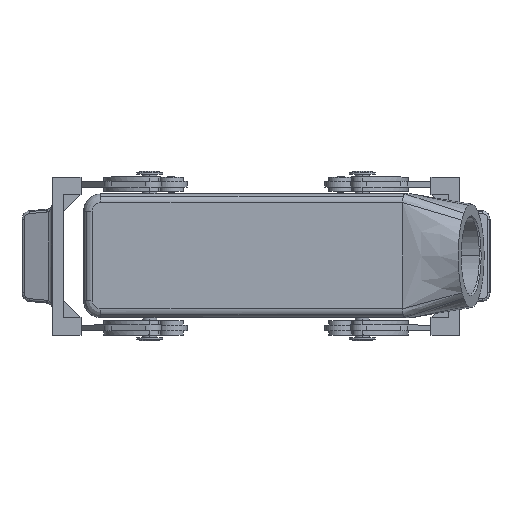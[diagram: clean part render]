
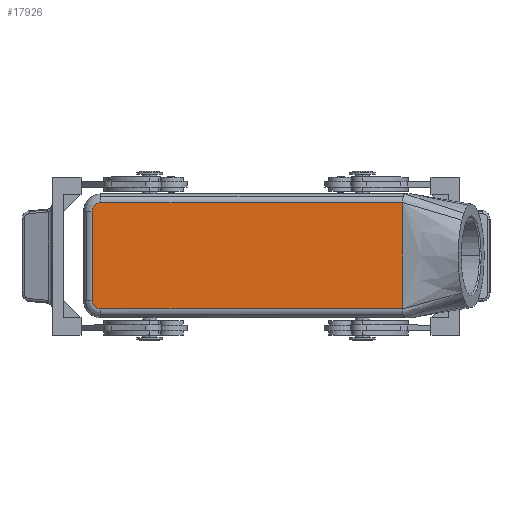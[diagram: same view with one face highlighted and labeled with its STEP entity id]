
A CAD part, top view. The second image highlights one B-rep face of the part: STEP entity #17926.
In plain terms, the highlighted planar face has unit normal (0, 0, 1).
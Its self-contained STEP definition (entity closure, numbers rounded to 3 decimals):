
#5738=CARTESIAN_POINT('',(-57.,-15.5,63.));
#5739=VERTEX_POINT('',#5738);
#5747=CARTESIAN_POINT('',(-57.,15.5,63.));
#5748=VERTEX_POINT('',#5747);
#5749=CARTESIAN_POINT('',(-57.,-15.5,63.));
#5750=DIRECTION('',(0.0,1.0,0.0));
#5751=VECTOR('',#5750,31.);
#5752=LINE('',#5749,#5751);
#5753=EDGE_CURVE('',#5739,#5748,#5752,.T.);
#17293=CARTESIAN_POINT('',(51.0,18.5,63.));
#17294=VERTEX_POINT('',#17293);
#17362=CARTESIAN_POINT('',(51.,-17.997,63.));
#17363=VERTEX_POINT('',#17362);
#17364=CARTESIAN_POINT('',(51.,-17.997,63.));
#17365=DIRECTION('',(0.0,1.0,0.0));
#17366=VECTOR('',#17365,36.497);
#17367=LINE('',#17364,#17366);
#17368=EDGE_CURVE('',#17363,#17294,#17367,.T.);
#17370=CARTESIAN_POINT('',(51.0,-18.5,63.));
#17371=VERTEX_POINT('',#17370);
#17372=CARTESIAN_POINT('',(51.0,-18.5,63.));
#17373=DIRECTION('',(0.0,1.0,0.0));
#17374=VECTOR('',#17373,0.503);
#17375=LINE('',#17372,#17374);
#17376=EDGE_CURVE('',#17371,#17363,#17375,.T.);
#17685=CARTESIAN_POINT('',(-54.0,-18.5,63.));
#17686=VERTEX_POINT('',#17685);
#17687=CARTESIAN_POINT('',(51.0,-18.5,63.));
#17688=DIRECTION('',(-1.0,0.0,0.0));
#17689=VECTOR('',#17688,105.0);
#17690=LINE('',#17687,#17689);
#17691=EDGE_CURVE('',#17371,#17686,#17690,.T.);
#17776=CARTESIAN_POINT('',(-54.0,-15.5,63.));
#17777=DIRECTION('',(0.0,0.0,-1.0));
#17778=DIRECTION('',(-0.707,-0.707,0.0));
#17779=AXIS2_PLACEMENT_3D('',#17776,#17777,#17778);
#17780=CIRCLE('',#17779,3.);
#17781=EDGE_CURVE('',#17686,#5739,#17780,.T.);
#17864=CARTESIAN_POINT('',(-54.0,18.5,63.));
#17865=VERTEX_POINT('',#17864);
#17884=CARTESIAN_POINT('',(-54.0,15.5,63.));
#17885=DIRECTION('',(0.0,0.0,-1.0));
#17886=DIRECTION('',(-0.707,0.707,0.0));
#17887=AXIS2_PLACEMENT_3D('',#17884,#17885,#17886);
#17888=CIRCLE('',#17887,3.);
#17889=EDGE_CURVE('',#5748,#17865,#17888,.T.);
#17901=CARTESIAN_POINT('',(-54.0,18.5,63.));
#17902=DIRECTION('',(1.0,0.0,0.0));
#17903=VECTOR('',#17902,105.0);
#17904=LINE('',#17901,#17903);
#17905=EDGE_CURVE('',#17865,#17294,#17904,.T.);
#17912=CARTESIAN_POINT('',(51.0,0.0,63.));
#17913=DIRECTION('',(0.0,0.0,1.0));
#17914=DIRECTION('',(1.0,0.0,0.0));
#17915=AXIS2_PLACEMENT_3D('',#17912,#17913,#17914);
#17916=PLANE('',#17915);
#17917=ORIENTED_EDGE('',*,*,#17905,.F.);
#17918=ORIENTED_EDGE('',*,*,#17889,.F.);
#17919=ORIENTED_EDGE('',*,*,#5753,.F.);
#17920=ORIENTED_EDGE('',*,*,#17781,.F.);
#17921=ORIENTED_EDGE('',*,*,#17691,.F.);
#17922=ORIENTED_EDGE('',*,*,#17376,.T.);
#17923=ORIENTED_EDGE('',*,*,#17368,.T.);
#17924=EDGE_LOOP('',(#17917,#17918,#17919,#17920,#17921,#17922,#17923));
#17925=FACE_OUTER_BOUND('',#17924,.T.);
#17926=ADVANCED_FACE('',(#17925),#17916,.T.);
